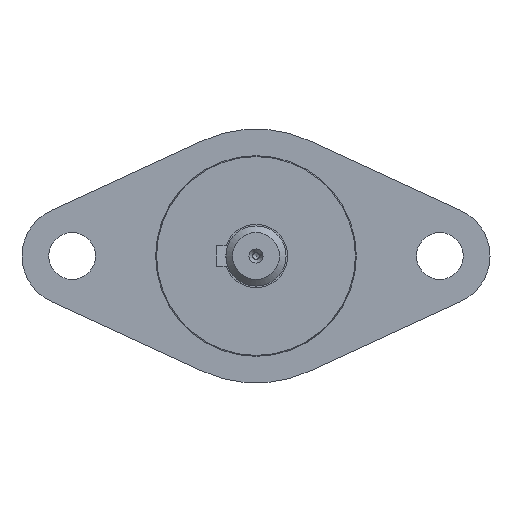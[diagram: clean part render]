
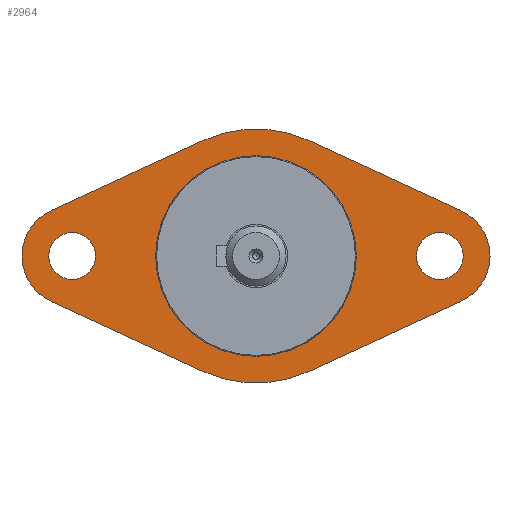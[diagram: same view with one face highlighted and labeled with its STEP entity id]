
A CAD part, left-side view. The second image highlights one B-rep face of the part: STEP entity #2964.
In plain terms, the highlighted planar face has unit normal (-1, 0, 0).
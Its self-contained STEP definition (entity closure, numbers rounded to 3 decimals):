
#45=FACE_BOUND('',#1070,.T.);
#46=FACE_BOUND('',#1071,.T.);
#47=FACE_BOUND('',#1072,.T.);
#430=LINE('',#4835,#685);
#434=LINE('',#4847,#689);
#438=LINE('',#4859,#693);
#442=LINE('',#4869,#697);
#685=VECTOR('',#3833,10.);
#689=VECTOR('',#3845,10.);
#693=VECTOR('',#3857,10.);
#697=VECTOR('',#3869,10.);
#896=FACE_OUTER_BOUND('',#1069,.T.);
#1069=EDGE_LOOP('',(#2497,#2498,#2499,#2500,#2501,#2502,#2503,#2504));
#1070=EDGE_LOOP('',(#2505));
#1071=EDGE_LOOP('',(#2506));
#1072=EDGE_LOOP('',(#2507,#2508));
#1181=CIRCLE('',#3188,3.5);
#1183=CIRCLE('',#3191,3.5);
#1185=CIRCLE('',#3194,7.5);
#1187=CIRCLE('',#3198,19.);
#1189=CIRCLE('',#3202,7.5);
#1191=CIRCLE('',#3206,19.);
#1199=CIRCLE('',#3219,15.);
#1200=CIRCLE('',#3220,15.);
#1428=VERTEX_POINT('',#4813);
#1430=VERTEX_POINT('',#4819);
#1433=VERTEX_POINT('',#4826);
#1434=VERTEX_POINT('',#4828);
#1436=VERTEX_POINT('',#4834);
#1438=VERTEX_POINT('',#4840);
#1440=VERTEX_POINT('',#4846);
#1442=VERTEX_POINT('',#4852);
#1444=VERTEX_POINT('',#4858);
#1446=VERTEX_POINT('',#4864);
#1454=VERTEX_POINT('',#4890);
#1455=VERTEX_POINT('',#4891);
#1787=EDGE_CURVE('',#1428,#1428,#1181,.T.);
#1790=EDGE_CURVE('',#1430,#1430,#1183,.T.);
#1793=EDGE_CURVE('',#1434,#1433,#1185,.T.);
#1796=EDGE_CURVE('',#1436,#1434,#430,.T.);
#1799=EDGE_CURVE('',#1438,#1436,#1187,.T.);
#1802=EDGE_CURVE('',#1440,#1438,#434,.T.);
#1805=EDGE_CURVE('',#1442,#1440,#1189,.T.);
#1808=EDGE_CURVE('',#1444,#1442,#438,.T.);
#1811=EDGE_CURVE('',#1446,#1444,#1191,.T.);
#1814=EDGE_CURVE('',#1433,#1446,#442,.T.);
#1824=EDGE_CURVE('',#1454,#1455,#1199,.T.);
#1825=EDGE_CURVE('',#1455,#1454,#1200,.T.);
#2497=ORIENTED_EDGE('',*,*,#1805,.T.);
#2498=ORIENTED_EDGE('',*,*,#1802,.T.);
#2499=ORIENTED_EDGE('',*,*,#1799,.T.);
#2500=ORIENTED_EDGE('',*,*,#1796,.T.);
#2501=ORIENTED_EDGE('',*,*,#1793,.T.);
#2502=ORIENTED_EDGE('',*,*,#1814,.T.);
#2503=ORIENTED_EDGE('',*,*,#1811,.T.);
#2504=ORIENTED_EDGE('',*,*,#1808,.T.);
#2505=ORIENTED_EDGE('',*,*,#1787,.T.);
#2506=ORIENTED_EDGE('',*,*,#1790,.T.);
#2507=ORIENTED_EDGE('',*,*,#1824,.T.);
#2508=ORIENTED_EDGE('',*,*,#1825,.T.);
#2820=PLANE('',#3221);
#2964=ADVANCED_FACE('',(#896,#45,#46,#47),#2820,.T.);
#3188=AXIS2_PLACEMENT_3D('',#4815,#3813,#3814);
#3191=AXIS2_PLACEMENT_3D('',#4821,#3820,#3821);
#3194=AXIS2_PLACEMENT_3D('',#4829,#3827,#3828);
#3198=AXIS2_PLACEMENT_3D('',#4841,#3839,#3840);
#3202=AXIS2_PLACEMENT_3D('',#4853,#3851,#3852);
#3206=AXIS2_PLACEMENT_3D('',#4865,#3863,#3864);
#3219=AXIS2_PLACEMENT_3D('',#4892,#3894,#3895);
#3220=AXIS2_PLACEMENT_3D('',#4893,#3896,#3897);
#3221=AXIS2_PLACEMENT_3D('',#4895,#3899,#3900);
#3813=DIRECTION('center_axis',(1.,0.,0.));
#3814=DIRECTION('ref_axis',(0.,0.,
-1.));
#3820=DIRECTION('center_axis',(1.,0.,0.));
#3821=DIRECTION('ref_axis',(0.,0.,
-1.));
#3827=DIRECTION('center_axis',(-1.,0.,0.));
#3828=DIRECTION('ref_axis',(0.,0.418,-0.908));
#3833=DIRECTION('',(0.,0.908,-0.418));
#3839=DIRECTION('center_axis',(-1.,0.,0.));
#3840=DIRECTION('ref_axis',(0.,0.418,0.908));
#3845=DIRECTION('',(0.,0.908,0.418));
#3851=DIRECTION('center_axis',(-1.,0.,0.));
#3852=DIRECTION('ref_axis',(0.,-0.418,0.908));
#3857=DIRECTION('',(0.,-0.908,0.418));
#3863=DIRECTION('center_axis',(-1.,0.,0.));
#3864=DIRECTION('ref_axis',(0.,-0.418,-0.908));
#3869=DIRECTION('',(0.,-0.908,-0.418));
#3894=DIRECTION('center_axis',(1.,0.,0.));
#3895=DIRECTION('ref_axis',(0.,-1.,0.));
#3896=DIRECTION('center_axis',(1.,0.,0.));
#3897=DIRECTION('ref_axis',(0.,-1.,0.));
#3899=DIRECTION('center_axis',(-1.,0.,0.));
#3900=DIRECTION('ref_axis',(0.,0.,
-1.));
#4813=CARTESIAN_POINT('',(-65.7,27.5,3.5));
#4815=CARTESIAN_POINT('Origin',(-65.7,27.5,0.));
#4819=CARTESIAN_POINT('',(-65.7,-27.5,3.5));
#4821=CARTESIAN_POINT('Origin',(-65.7,-27.5,0.));
#4826=CARTESIAN_POINT('',(-65.7,30.636,-6.813));
#4828=CARTESIAN_POINT('',(-65.7,30.636,6.813));
#4829=CARTESIAN_POINT('Origin',(-65.7,27.5,0.));
#4834=CARTESIAN_POINT('',(-65.7,7.945,17.259));
#4835=CARTESIAN_POINT('',(-65.7,8.977,16.784));
#4840=CARTESIAN_POINT('',(-65.7,-7.945,17.259));
#4841=CARTESIAN_POINT('Origin',(-65.7,0.,
0.));
#4846=CARTESIAN_POINT('',(-65.7,-30.636,6.813));
#4847=CARTESIAN_POINT('',(-65.7,-18.26,12.511));
#4852=CARTESIAN_POINT('',(-65.7,-30.636,-6.813));
#4853=CARTESIAN_POINT('Origin',(-65.7,-27.5,0.));
#4858=CARTESIAN_POINT('',(-65.7,-7.945,-17.259));
#4859=CARTESIAN_POINT('',(-65.7,-29.605,-7.288));
#4864=CARTESIAN_POINT('',(-65.7,7.945,-17.259));
#4865=CARTESIAN_POINT('Origin',(-65.7,0.,
0.));
#4869=CARTESIAN_POINT('',(-65.7,-2.369,-22.007));
#4890=CARTESIAN_POINT('',(-65.7,-15.,0.));
#4891=CARTESIAN_POINT('',(-65.7,15.,0.));
#4892=CARTESIAN_POINT('Origin',(-65.7,0.,
0.));
#4893=CARTESIAN_POINT('Origin',(-65.7,0.,
0.));
#4895=CARTESIAN_POINT('Origin',(-65.7,-25.,0.));
